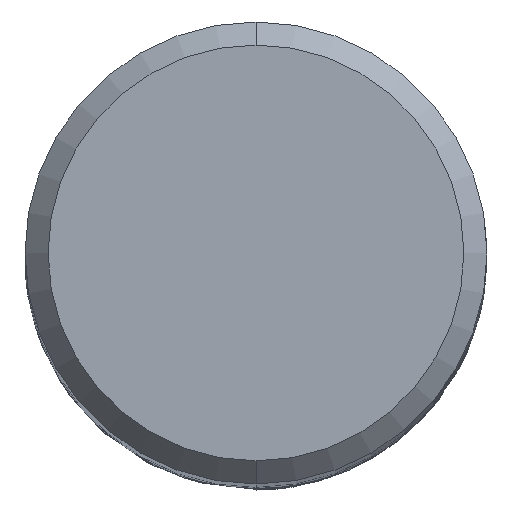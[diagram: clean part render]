
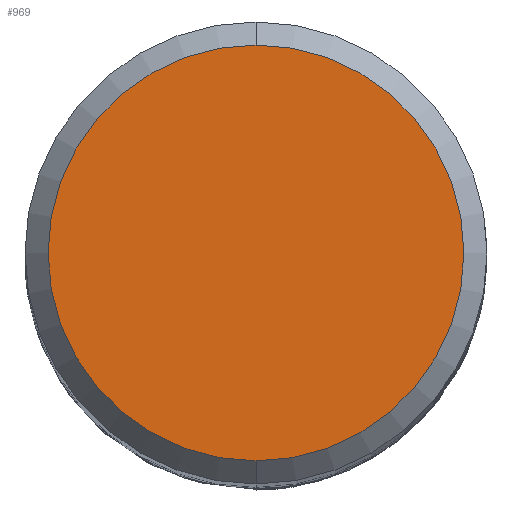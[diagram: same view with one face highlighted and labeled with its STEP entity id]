
A CAD part, top view. The second image highlights one B-rep face of the part: STEP entity #969.
In plain terms, the highlighted planar face has unit normal (0, 0, 1).
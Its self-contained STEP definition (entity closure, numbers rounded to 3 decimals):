
#631=EDGE_CURVE('',#1423,#863,#1631,.T.);
#863=VERTEX_POINT('',#1882);
#969=ADVANCED_FACE('',(#1997),#1998,.T.);
#1183=EDGE_CURVE('',#863,#1423,#2229,.T.);
#1423=VERTEX_POINT('',#2492);
#1631=CIRCLE('',#3182,4.5);
#1882=CARTESIAN_POINT('',(0.0,4.5,0.0));
#1997=FACE_OUTER_BOUND('',#5626,.T.);
#1998=PLANE('',#5627);
#2229=CIRCLE('',#7274,4.5);
#2492=CARTESIAN_POINT('',(0.,-4.5,0.0));
#3182=AXIS2_PLACEMENT_3D('',#10747,#10748,#10749);
#5626=EDGE_LOOP('',(#11133,#11134));
#5627=AXIS2_PLACEMENT_3D('',#11135,#11136,#11137);
#7274=AXIS2_PLACEMENT_3D('',#11376,#11377,#11378);
#10747=CARTESIAN_POINT('',(0.0,0.0,0.0));
#10748=DIRECTION('',(0.0,0.0,-1.0));
#10749=DIRECTION('',(0.0,1.0,0.0));
#11133=ORIENTED_EDGE('',*,*,#1183,.F.);
#11134=ORIENTED_EDGE('',*,*,#631,.F.);
#11135=CARTESIAN_POINT('',(0.0,2.25,0.0));
#11136=DIRECTION('',(-0.0,0.0,1.0));
#11137=DIRECTION('',(0.0,-1.0,0.0));
#11376=CARTESIAN_POINT('',(0.0,0.0,0.0));
#11377=DIRECTION('',(0.0,0.0,-1.0));
#11378=DIRECTION('',(0.0,1.0,0.0));
